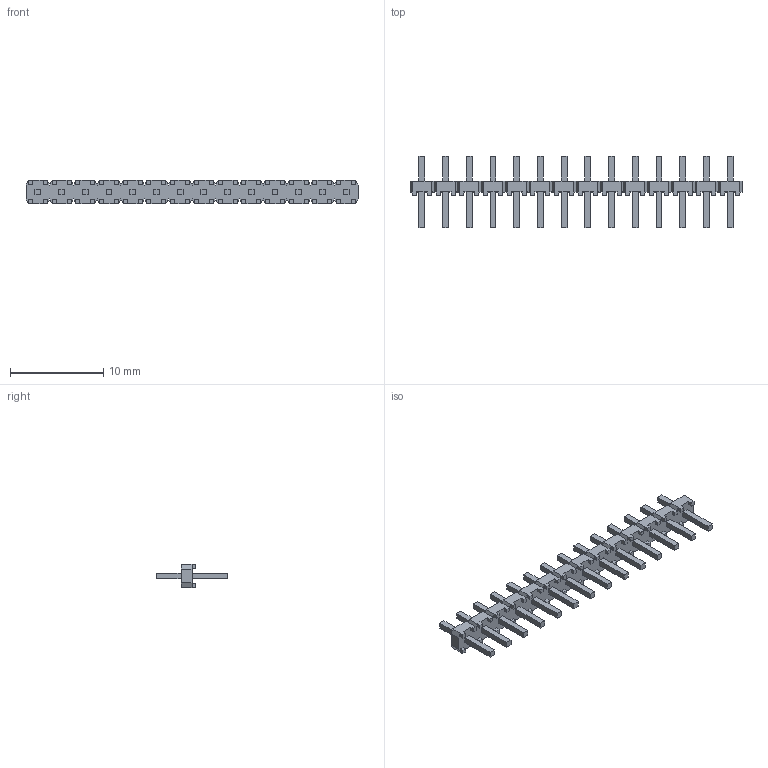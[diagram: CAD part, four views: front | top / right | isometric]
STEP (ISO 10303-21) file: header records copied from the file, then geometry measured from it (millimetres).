
FILE_DESCRIPTION( ( 'STEP AP203' ), '1' );
FILE_NAME( 'TLW-114-06-G-S.stp', '2022-06-18T06:11:22', ( 'License CC BY-ND 4.0' ), ( 'CADENAS' ), ' ', 'PARTsolutions', ' ' );
FILE_SCHEMA( ( 'CONFIG_CONTROL_DESIGN' ) );
Length unit declared in the file: inch
Products named in the file (3): TLW-114-06-G-S; _TLW-114-06-G-S_terminal; _TLW-14-06-S0.3
Assembly tree (2 placements, depth 2):
  TLW-114-06-G-S
    _TLW-114-06-G-S_terminal
    _TLW-14-06-S0.3
Bounding box: 35.56 x 7.62 x 2.49 mm (x, y, z)
Volume: 140.7 mm3; surface area: 676.3 mm2
Topology: 2 solids, 2 shells, 514 faces, 1390 edges, 908 vertices
Faces by surface type: plane 514
Entity records: 15890 total; most frequent: CARTESIAN_POINT 2815, ORIENTED_EDGE 2780, DIRECTION 2424, EDGE_CURVE 1390, LINE 1390, VECTOR 1390, VERTEX_POINT 908, EDGE_LOOP 570
